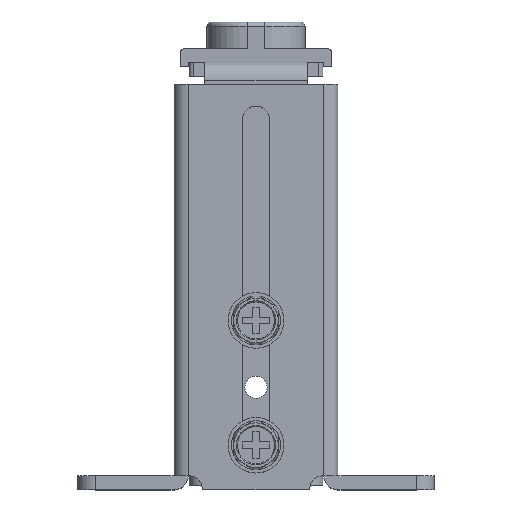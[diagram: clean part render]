
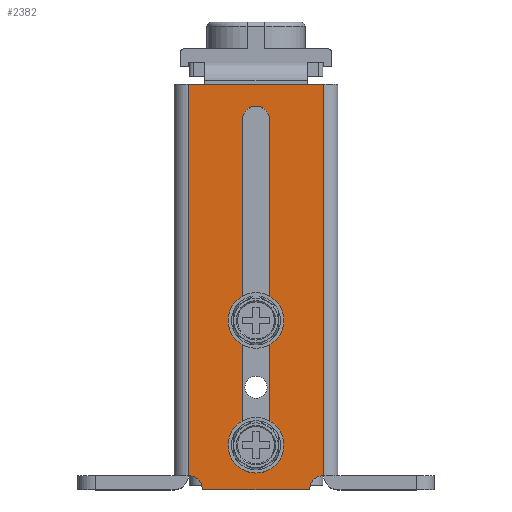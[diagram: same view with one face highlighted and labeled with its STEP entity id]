
A CAD part, top view. The second image highlights one B-rep face of the part: STEP entity #2382.
In plain terms, the highlighted planar face has unit normal (0, 0, 1).
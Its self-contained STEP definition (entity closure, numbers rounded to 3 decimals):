
#88 = CARTESIAN_POINT ( 'NONE',  ( 0., 10., 15. ) ) ;
#90 = DIRECTION ( 'NONE',  ( 0., 0., 1. ) ) ;
#93 = DIRECTION ( 'NONE',  ( 1., 0., 0. ) ) ;
#466 = LINE ( 'NONE', #2944, #4832 ) ;
#475 = LINE ( 'NONE', #3013, #4328 ) ;
#1337 = EDGE_CURVE ( 'NONE', #1560, #1561, #1366, .T. ) ;
#1341 = EDGE_CURVE ( 'NONE', #1589, #1578, #1377, .T. ) ;
#1366 = LINE ( 'NONE', #5252, #4421 ) ;
#1377 = LINE ( 'NONE', #5307, #4426 ) ;
#1528 = AXIS2_PLACEMENT_3D ( 'NONE', #3095, #3152, #3133 ) ;
#1560 = VERTEX_POINT ( 'NONE', #5296 ) ;
#1561 = VERTEX_POINT ( 'NONE', #5304 ) ;
#1578 = VERTEX_POINT ( 'NONE', #5197 ) ;
#1579 = VERTEX_POINT ( 'NONE', #5159 ) ;
#1585 = VERTEX_POINT ( 'NONE', #5145 ) ;
#1586 = VERTEX_POINT ( 'NONE', #5149 ) ;
#1587 = VERTEX_POINT ( 'NONE', #5151 ) ;
#1588 = VERTEX_POINT ( 'NONE', #5123 ) ;
#1589 = VERTEX_POINT ( 'NONE', #5341 ) ;
#1590 = VERTEX_POINT ( 'NONE', #5339 ) ;
#2213 = CIRCLE ( 'NONE', #4826, 3.1 ) ;
#2229 = VECTOR ( 'NONE', #2820, 1000. ) ;
#2233 = AXIS2_PLACEMENT_3D ( 'NONE', #3155, #3189, #3112 ) ;
#2244 = CIRCLE ( 'NONE', #2233, 3.2 ) ;
#2287 = DIRECTION ( 'NONE',  ( 0., 0., 1. ) ) ;
#2288 = DIRECTION ( 'NONE',  ( 1., 0., 0. ) ) ;
#2289 = CARTESIAN_POINT ( 'NONE',  ( 15.2, 0., 15. ) ) ;
#2315 = CARTESIAN_POINT ( 'NONE',  ( -15.2, 3.2, 15. ) ) ;
#2316 = DIRECTION ( 'NONE',  ( 0., -1., 0. ) ) ;
#2360 = EDGE_CURVE ( 'NONE', #1561, #1590, #2244, .T. ) ;
#2373 = EDGE_CURVE ( 'NONE', #1578, #1579, #2731, .T. ) ;
#2382 = ADVANCED_FACE ( 'NONE', ( #2720, #2754 ), #3179, .F. ) ;
#2453 = EDGE_CURVE ( 'NONE', #1588, #1585, #2213, .T. ) ;
#2454 = EDGE_CURVE ( 'NONE', #1585, #1586, #466, .T. ) ;
#2699 = EDGE_CURVE ( 'NONE', #1587, #1588, #475, .T. ) ;
#2720 = FACE_BOUND ( 'NONE', #3527, .T. ) ;
#2731 = LINE ( 'NONE', #2821, #2229 ) ;
#2754 = FACE_OUTER_BOUND ( 'NONE', #3525, .T. ) ;
#2820 = DIRECTION ( 'NONE',  ( -1., 0., 0. ) ) ;
#2821 = CARTESIAN_POINT ( 'NONE',  ( 18.4, 91., 15. ) ) ;
#2913 = DIRECTION ( 'NONE',  ( 0., 0., 1. ) ) ;
#2940 = DIRECTION ( 'NONE',  ( 0., -1., 0. ) ) ;
#2944 = CARTESIAN_POINT ( 'NONE',  ( -3.1, 83., 15. ) ) ;
#2952 = CARTESIAN_POINT ( 'NONE',  ( 0., 83., 15. ) ) ;
#2984 = DIRECTION ( 'NONE',  ( 0., 1., 0. ) ) ;
#3013 = CARTESIAN_POINT ( 'NONE',  ( 3.1, 83., 15. ) ) ;
#3095 = CARTESIAN_POINT ( 'NONE',  ( 18.4, 91., 15. ) ) ;
#3112 = DIRECTION ( 'NONE',  ( -1., 0., 0. ) ) ;
#3133 = DIRECTION ( 'NONE',  ( 0., 1., 0. ) ) ;
#3149 = DIRECTION ( 'NONE',  ( 1., 0., 0. ) ) ;
#3152 = DIRECTION ( 'NONE',  ( 0., 0., -1. ) ) ;
#3155 = CARTESIAN_POINT ( 'NONE',  ( -15.2, 0., 15. ) ) ;
#3179 = PLANE ( 'NONE',  #1528 ) ;
#3189 = DIRECTION ( 'NONE',  ( 0., 0., 1. ) ) ;
#3420 = AXIS2_PLACEMENT_3D ( 'NONE', #88, #90, #93 ) ;
#3438 = CIRCLE ( 'NONE', #3461, 3.2 ) ;
#3451 = VECTOR ( 'NONE', #2316, 1000. ) ;
#3456 = CIRCLE ( 'NONE', #3420, 3.1 ) ;
#3461 = AXIS2_PLACEMENT_3D ( 'NONE', #2289, #2287, #2288 ) ;
#3525 = EDGE_LOOP ( 'NONE', ( #4770, #4726, #4701, #4737, #4760, #4738 ) ) ;
#3527 = EDGE_LOOP ( 'NONE', ( #4784, #4782, #4786, #4753 ) ) ;
#4328 = VECTOR ( 'NONE', #2984, 1000. ) ;
#4421 = VECTOR ( 'NONE', #5251, 1000. ) ;
#4426 = VECTOR ( 'NONE', #5306, 1000. ) ;
#4701 = ORIENTED_EDGE ( 'NONE', *, *, #2373, .T. ) ;
#4726 = ORIENTED_EDGE ( 'NONE', *, *, #1341, .T. ) ;
#4737 = ORIENTED_EDGE ( 'NONE', *, *, #7081, .T. ) ;
#4738 = ORIENTED_EDGE ( 'NONE', *, *, #1337, .F. ) ;
#4753 = ORIENTED_EDGE ( 'NONE', *, *, #7101, .F. ) ;
#4760 = ORIENTED_EDGE ( 'NONE', *, *, #2360, .F. ) ;
#4770 = ORIENTED_EDGE ( 'NONE', *, *, #7069, .F. ) ;
#4782 = ORIENTED_EDGE ( 'NONE', *, *, #2453, .F. ) ;
#4784 = ORIENTED_EDGE ( 'NONE', *, *, #2454, .F. ) ;
#4786 = ORIENTED_EDGE ( 'NONE', *, *, #2699, .F. ) ;
#4826 = AXIS2_PLACEMENT_3D ( 'NONE', #2952, #2913, #3149 ) ;
#4832 = VECTOR ( 'NONE', #2940, 1000. ) ;
#5123 = CARTESIAN_POINT ( 'NONE',  ( 3.1, 83., 15. ) ) ;
#5145 = CARTESIAN_POINT ( 'NONE',  ( -3.1, 83., 15. ) ) ;
#5149 = CARTESIAN_POINT ( 'NONE',  ( -3.1, 10., 15. ) ) ;
#5151 = CARTESIAN_POINT ( 'NONE',  ( 3.1, 10., 15. ) ) ;
#5159 = CARTESIAN_POINT ( 'NONE',  ( -15.2, 91., 15. ) ) ;
#5197 = CARTESIAN_POINT ( 'NONE',  ( 15.2, 91., 15. ) ) ;
#5251 = DIRECTION ( 'NONE',  ( -1., 0., 0. ) ) ;
#5252 = CARTESIAN_POINT ( 'NONE',  ( 18.4, 0., 15. ) ) ;
#5296 = CARTESIAN_POINT ( 'NONE',  ( 12., 0., 15. ) ) ;
#5304 = CARTESIAN_POINT ( 'NONE',  ( -12., 0., 15. ) ) ;
#5306 = DIRECTION ( 'NONE',  ( 0., 1., 0. ) ) ;
#5307 = CARTESIAN_POINT ( 'NONE',  ( 15.2, 91., 15. ) ) ;
#5339 = CARTESIAN_POINT ( 'NONE',  ( -15.2, 3.2, 15. ) ) ;
#5341 = CARTESIAN_POINT ( 'NONE',  ( 15.2, 3.2, 15. ) ) ;
#6908 = LINE ( 'NONE', #2315, #3451 ) ;
#7069 = EDGE_CURVE ( 'NONE', #1589, #1560, #3438, .T. ) ;
#7081 = EDGE_CURVE ( 'NONE', #1579, #1590, #6908, .T. ) ;
#7101 = EDGE_CURVE ( 'NONE', #1586, #1587, #3456, .T. ) ;
